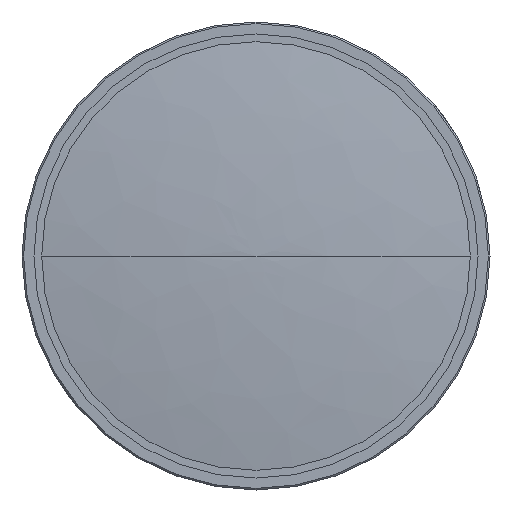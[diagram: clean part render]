
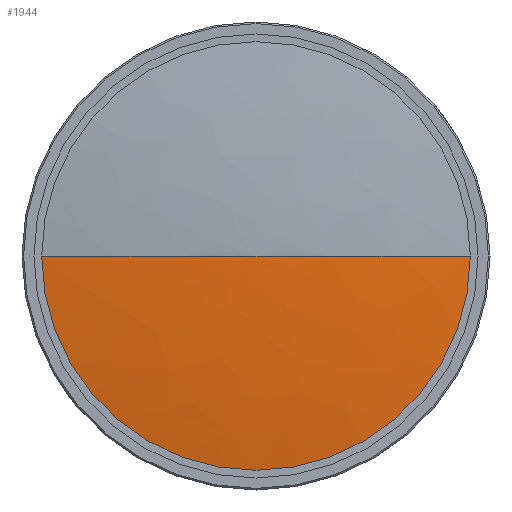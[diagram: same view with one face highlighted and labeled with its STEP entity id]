
A CAD part, left-side view. The second image highlights one B-rep face of the part: STEP entity #1944.
In plain terms, the highlighted free-form (B-spline) face has degree [3, 3] with [4, 4] control points.
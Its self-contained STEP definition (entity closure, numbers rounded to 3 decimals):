
#214 = EDGE_CURVE ( 'NONE', #3846, #3805, #6231, .T. ) ;
#218 = EDGE_CURVE ( 'NONE', #3796, #3805, #6329, .T. ) ;
#221 = EDGE_CURVE ( 'NONE', #3846, #3796, #6251, .T. ) ;
#260 = AXIS2_PLACEMENT_3D ( 'NONE', #773, #766, #767 ) ;
#264 = AXIS2_PLACEMENT_3D ( 'NONE', #811, #807, #806 ) ;
#267 = AXIS2_PLACEMENT_3D ( 'NONE', #625, #467, #470 ) ;
#467 = DIRECTION ( 'NONE',  ( -1., 0., 0. ) ) ;
#470 = DIRECTION ( 'NONE',  ( 0., 0., 1. ) ) ;
#625 = CARTESIAN_POINT ( 'NONE',  ( 4., 0., 0. ) ) ;
#766 = DIRECTION ( 'NONE',  ( 0., 0., 1. ) ) ;
#767 = DIRECTION ( 'NONE',  ( 1., 0., 0. ) ) ;
#773 = CARTESIAN_POINT ( 'NONE',  ( 283.936, 0., 0. ) ) ;
#806 = DIRECTION ( 'NONE',  ( 1., 0., 0. ) ) ;
#807 = DIRECTION ( 'NONE',  ( 0., 0., -1. ) ) ;
#811 = CARTESIAN_POINT ( 'NONE',  ( 283.936, 0., 0. ) ) ;
#1488 = ORIENTED_EDGE ( 'NONE', *, *, #218, .T. ) ;
#1714 = CARTESIAN_POINT ( 'NONE',  ( 4., 40.289, 0. ) ) ;
#1752 = CARTESIAN_POINT ( 'NONE',  ( 1.116, 0., 0. ) ) ;
#1758 = CARTESIAN_POINT ( 'NONE',  ( 4., -40.289, 0. ) ) ;
#1944 = ADVANCED_FACE ( 'NONE', ( #4751 ), #2844, .F. ) ;
#2584 = EDGE_LOOP ( 'NONE', ( #3894, #1488, #3895 ) ) ;
#2844 =( BOUNDED_SURFACE ( )  B_SPLINE_SURFACE ( 3, 3, ( 
 ( #5992, #5995, #5685, #5569 ),
 ( #5771, #5840, #5956, #5723 ),
 ( #5989, #5733, #5741, #5937 ),
 ( #5796, #5645, #5981, #5688 ) ),
 .UNSPECIFIED., .F., .F., .T. ) 
 B_SPLINE_SURFACE_WITH_KNOTS ( ( 4, 4 ),
 ( 4, 4 ),
 ( 0., 1. ),
 ( 0., 1. ),
 .UNSPECIFIED. ) 
 GEOMETRIC_REPRESENTATION_ITEM ( )  RATIONAL_B_SPLINE_SURFACE ( (
 ( 1., 0.333, 0.333, 1.),
 ( 0.998, 0.333, 0.333, 0.998),
 ( 0.998, 0.333, 0.333, 0.998),
 ( 1., 0.333, 0.333, 1.) ) ) 
 REPRESENTATION_ITEM ( '' )  SURFACE ( )  );
#3796 = VERTEX_POINT ( 'NONE', #1758 ) ;
#3805 = VERTEX_POINT ( 'NONE', #1752 ) ;
#3846 = VERTEX_POINT ( 'NONE', #1714 ) ;
#3894 = ORIENTED_EDGE ( 'NONE', *, *, #221, .T. ) ;
#3895 = ORIENTED_EDGE ( 'NONE', *, *, #214, .F. ) ;
#4751 = FACE_OUTER_BOUND ( 'NONE', #2584, .T. ) ;
#5569 = CARTESIAN_POINT ( 'NONE',  ( 4., -40.289, 0. ) ) ;
#5645 = CARTESIAN_POINT ( 'NONE',  ( 1.116, 0., 0. ) ) ;
#5685 = CARTESIAN_POINT ( 'NONE',  ( 4., -40.289, -80.579 ) ) ;
#5688 = CARTESIAN_POINT ( 'NONE',  ( 1.116, 0., 0. ) ) ;
#5723 = CARTESIAN_POINT ( 'NONE',  ( 2.079, -26.94, 0. ) ) ;
#5733 = CARTESIAN_POINT ( 'NONE',  ( 1.116, 13.487, -26.974 ) ) ;
#5741 = CARTESIAN_POINT ( 'NONE',  ( 1.116, -13.487, -26.974 ) ) ;
#5771 = CARTESIAN_POINT ( 'NONE',  ( 2.079, 26.94, 0. ) ) ;
#5796 = CARTESIAN_POINT ( 'NONE',  ( 1.116, 0., 0. ) ) ;
#5840 = CARTESIAN_POINT ( 'NONE',  ( 2.079, 26.94, -53.88 ) ) ;
#5937 = CARTESIAN_POINT ( 'NONE',  ( 1.116, -13.487, 0. ) ) ;
#5956 = CARTESIAN_POINT ( 'NONE',  ( 2.079, -26.94, -53.88 ) ) ;
#5981 = CARTESIAN_POINT ( 'NONE',  ( 1.116, 0., 0. ) ) ;
#5989 = CARTESIAN_POINT ( 'NONE',  ( 1.116, 13.487, 0. ) ) ;
#5992 = CARTESIAN_POINT ( 'NONE',  ( 4., 40.289, 0. ) ) ;
#5995 = CARTESIAN_POINT ( 'NONE',  ( 4., 40.289, -80.579 ) ) ;
#6231 = CIRCLE ( 'NONE', #260, 282.82 ) ;
#6251 = CIRCLE ( 'NONE', #267, 40.289 ) ;
#6329 = CIRCLE ( 'NONE', #264, 282.82 ) ;
